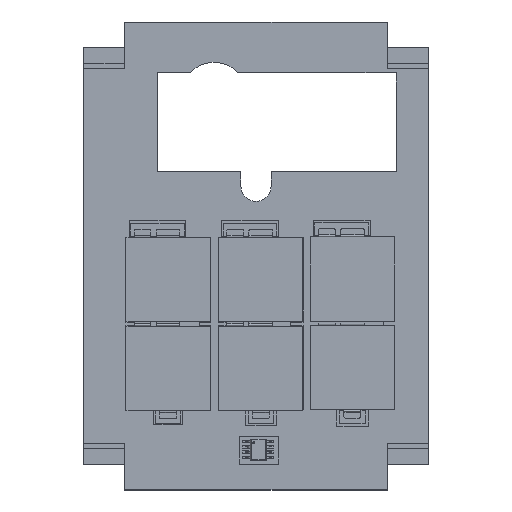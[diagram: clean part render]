
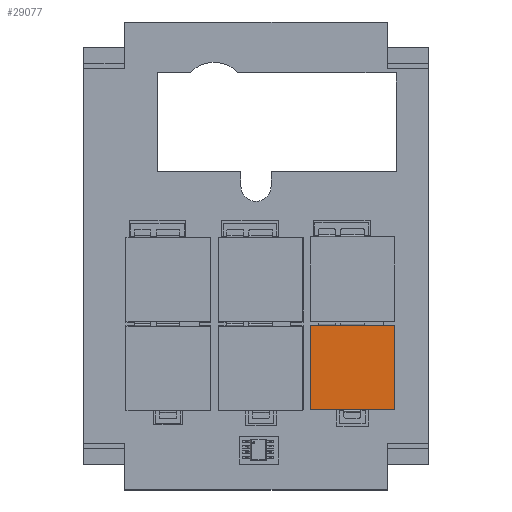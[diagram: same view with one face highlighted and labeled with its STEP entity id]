
A CAD part, top view. The second image highlights one B-rep face of the part: STEP entity #29077.
In plain terms, the highlighted face is planar.
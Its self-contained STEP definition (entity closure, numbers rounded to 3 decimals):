
#2104 = EDGE_LOOP ( 'NONE', ( #22777, #22773, #22770, #22772 ) ) ;
#5973 = CARTESIAN_POINT ( 'NONE',  ( 9.995, 0.4, 19.99 ) ) ;
#5979 = CARTESIAN_POINT ( 'NONE',  ( 9.995, 0.4, 0. ) ) ;
#5980 = CARTESIAN_POINT ( 'NONE',  ( -9.995, 0.4, 0. ) ) ;
#6011 = CARTESIAN_POINT ( 'NONE',  ( -9.995, 0.4, 19.99 ) ) ;
#7119 = LINE ( 'NONE', #20080, #7120 ) ;
#7120 = VECTOR ( 'NONE', #20079, 1000. ) ;
#7125 = LINE ( 'NONE', #20073, #7126 ) ;
#7126 = VECTOR ( 'NONE', #20074, 1000. ) ;
#7131 = LINE ( 'NONE', #20068, #7132 ) ;
#7132 = VECTOR ( 'NONE', #20067, 1000. ) ;
#7144 = LINE ( 'NONE', #20053, #7145 ) ;
#7145 = VECTOR ( 'NONE', #20052, 1000. ) ;
#12970 = EDGE_CURVE ( 'NONE', #27197, #27228, #7119, .T. ) ;
#12973 = EDGE_CURVE ( 'NONE', #27190, #27196, #7125, .T. ) ;
#12976 = EDGE_CURVE ( 'NONE', #27228, #27190, #7131, .T. ) ;
#12983 = EDGE_CURVE ( 'NONE', #27196, #27197, #7144, .T. ) ;
#16280 = PLANE ( 'NONE',  #27479 ) ;
#16281 = CARTESIAN_POINT ( 'NONE',  ( -9.995, 0.4, 19.99 ) ) ;
#16282 = DIRECTION ( 'NONE',  ( 0., 1., 0. ) ) ;
#16283 = DIRECTION ( 'NONE',  ( 0., 0., 1. ) ) ;
#18873 = FACE_OUTER_BOUND ( 'NONE', #2104, .T. ) ;
#20052 = DIRECTION ( 'NONE',  ( -1., 0., 0. ) ) ;
#20053 = CARTESIAN_POINT ( 'NONE',  ( -9.995, 0.4, 0. ) ) ;
#20067 = DIRECTION ( 'NONE',  ( 1., 0., 0. ) ) ;
#20068 = CARTESIAN_POINT ( 'NONE',  ( -9.995, 0.4, 19.99 ) ) ;
#20073 = CARTESIAN_POINT ( 'NONE',  ( 9.995, 0.4, 0. ) ) ;
#20074 = DIRECTION ( 'NONE',  ( 0., 0., -1. ) ) ;
#20079 = DIRECTION ( 'NONE',  ( 0., 0., 1. ) ) ;
#20080 = CARTESIAN_POINT ( 'NONE',  ( -9.995, 0.4, 0. ) ) ;
#22770 = ORIENTED_EDGE ( 'NONE', *, *, #12973, .T. ) ;
#22772 = ORIENTED_EDGE ( 'NONE', *, *, #12983, .T. ) ;
#22773 = ORIENTED_EDGE ( 'NONE', *, *, #12976, .T. ) ;
#22777 = ORIENTED_EDGE ( 'NONE', *, *, #12970, .T. ) ;
#27190 = VERTEX_POINT ( 'NONE', #5973 ) ;
#27196 = VERTEX_POINT ( 'NONE', #5979 ) ;
#27197 = VERTEX_POINT ( 'NONE', #5980 ) ;
#27228 = VERTEX_POINT ( 'NONE', #6011 ) ;
#27479 = AXIS2_PLACEMENT_3D ( 'NONE', #16281, #16282, #16283 ) ;
#29077 = ADVANCED_FACE ( 'NONE', ( #18873 ), #16280, .T. ) ;
